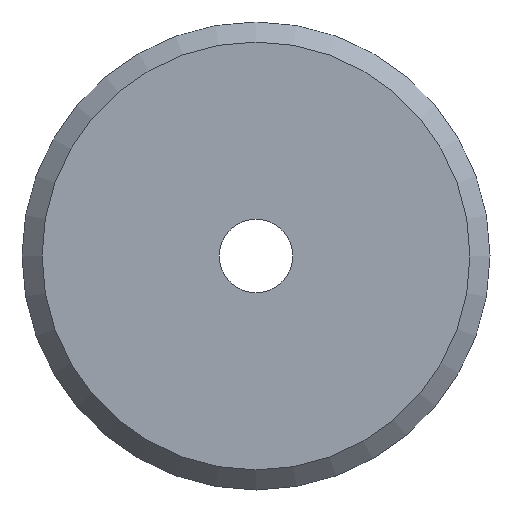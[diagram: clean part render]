
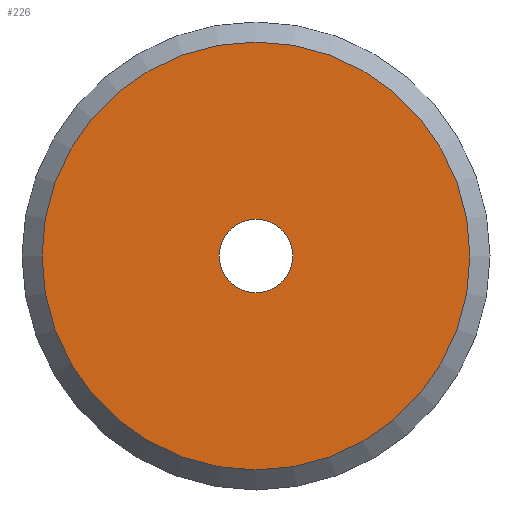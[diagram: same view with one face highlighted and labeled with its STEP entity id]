
A CAD part, front view. The second image highlights one B-rep face of the part: STEP entity #226.
In plain terms, the highlighted planar face has unit normal (0, -1, 0).
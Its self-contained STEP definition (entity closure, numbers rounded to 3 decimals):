
#15 = DIRECTION ( 'NONE',  ( 0., 1., 0. ) ) ;
#18 = EDGE_LOOP ( 'NONE', ( #25, #171 ) ) ;
#20 = VERTEX_POINT ( 'NONE', #289 ) ;
#25 = ORIENTED_EDGE ( 'NONE', *, *, #416, .T. ) ;
#28 = CARTESIAN_POINT ( 'NONE',  ( 0., 0., -1.65 ) ) ;
#55 = VERTEX_POINT ( 'NONE', #167 ) ;
#56 = DIRECTION ( 'NONE',  ( 0., 1., 0. ) ) ;
#69 = EDGE_LOOP ( 'NONE', ( #382, #334 ) ) ;
#73 = DIRECTION ( 'NONE',  ( 0., 0., 1. ) ) ;
#109 = CIRCLE ( 'NONE', #299, 1.65 ) ;
#125 = AXIS2_PLACEMENT_3D ( 'NONE', #360, #56, #259 ) ;
#134 = DIRECTION ( 'NONE',  ( -1., 0., 0. ) ) ;
#142 = AXIS2_PLACEMENT_3D ( 'NONE', #291, #415, #420 ) ;
#146 = EDGE_CURVE ( 'NONE', #252, #55, #162, .T. ) ;
#162 = CIRCLE ( 'NONE', #298, 9.6 ) ;
#167 = CARTESIAN_POINT ( 'NONE',  ( -9.6, 0., 0. ) ) ;
#171 = ORIENTED_EDGE ( 'NONE', *, *, #230, .T. ) ;
#177 = DIRECTION ( 'NONE',  ( 0., 1., 0. ) ) ;
#215 = FACE_OUTER_BOUND ( 'NONE', #69, .T. ) ;
#218 = CARTESIAN_POINT ( 'NONE',  ( 0., 0., 0. ) ) ;
#226 = ADVANCED_FACE ( 'NONE', ( #363, #215 ), #323, .F. ) ;
#230 = EDGE_CURVE ( 'NONE', #418, #20, #109, .T. ) ;
#250 = CARTESIAN_POINT ( 'NONE',  ( 0., 0., 0. ) ) ;
#251 = DIRECTION ( 'NONE',  ( 0., 1., 0. ) ) ;
#252 = VERTEX_POINT ( 'NONE', #273 ) ;
#259 = DIRECTION ( 'NONE',  ( 0., 0., 1. ) ) ;
#273 = CARTESIAN_POINT ( 'NONE',  ( 9.6, 0., 0. ) ) ;
#287 = CIRCLE ( 'NONE', #125, 1.65 ) ;
#289 = CARTESIAN_POINT ( 'NONE',  ( 0., 0., 1.65 ) ) ;
#291 = CARTESIAN_POINT ( 'NONE',  ( 0., 0., 0. ) ) ;
#298 = AXIS2_PLACEMENT_3D ( 'NONE', #250, #177, #134 ) ;
#299 = AXIS2_PLACEMENT_3D ( 'NONE', #218, #15, #73 ) ;
#322 = DIRECTION ( 'NONE',  ( -1., 0., 0. ) ) ;
#323 = PLANE ( 'NONE',  #362 ) ;
#334 = ORIENTED_EDGE ( 'NONE', *, *, #146, .F. ) ;
#335 = CIRCLE ( 'NONE', #142, 9.6 ) ;
#360 = CARTESIAN_POINT ( 'NONE',  ( 0., 0., 0. ) ) ;
#362 = AXIS2_PLACEMENT_3D ( 'NONE', #379, #251, #322 ) ;
#363 = FACE_BOUND ( 'NONE', #18, .T. ) ;
#379 = CARTESIAN_POINT ( 'NONE',  ( 0., 0., 0. ) ) ;
#382 = ORIENTED_EDGE ( 'NONE', *, *, #392, .F. ) ;
#392 = EDGE_CURVE ( 'NONE', #55, #252, #335, .T. ) ;
#415 = DIRECTION ( 'NONE',  ( 0., 1., 0. ) ) ;
#416 = EDGE_CURVE ( 'NONE', #20, #418, #287, .T. ) ;
#418 = VERTEX_POINT ( 'NONE', #28 ) ;
#420 = DIRECTION ( 'NONE',  ( -1., 0., 0. ) ) ;
